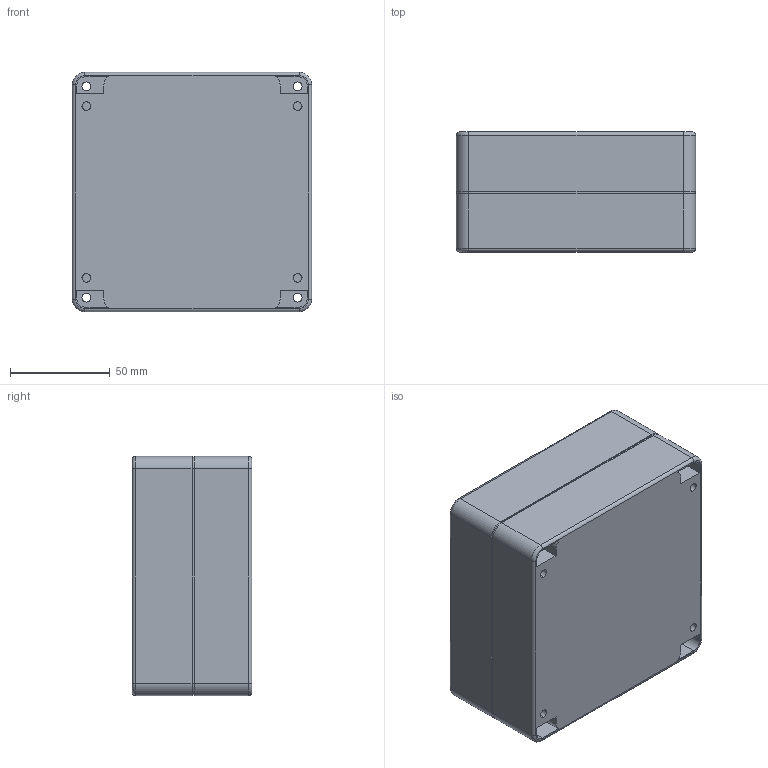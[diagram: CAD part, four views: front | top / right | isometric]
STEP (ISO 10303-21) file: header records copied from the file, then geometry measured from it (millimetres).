
FILE_DESCRIPTION (( 'STEP AP214' ), '1' );
FILE_NAME ('B005T7AL6W.3D.STP', '2013-03-21T14:13:08', ( 'system2' ), ( '' ), 'SwSTEP 2.0', 'SolidWorks 2012', '' );
FILE_SCHEMA (( 'AUTOMOTIVE_DESIGN' ));
Length unit declared in the file: inch
Products named in the file (1): B005T7AL6W.3D
Bounding box: 119.99 x 59.99 x 119.99 mm (x, y, z)
Volume: 212854.6 mm3; surface area: 125694.1 mm2
Topology: 2 solids, 2 shells, 390 faces, 1016 edges, 672 vertices
Faces by surface type: cylinder 192, plane 190, torus 8
Entity records: 12163 total; most frequent: DIRECTION 2190, CARTESIAN_POINT 2079, ORIENTED_EDGE 2032, EDGE_CURVE 1016, AXIS2_PLACEMENT_3D 783, VERTEX_POINT 672, VECTOR 624, LINE 624
